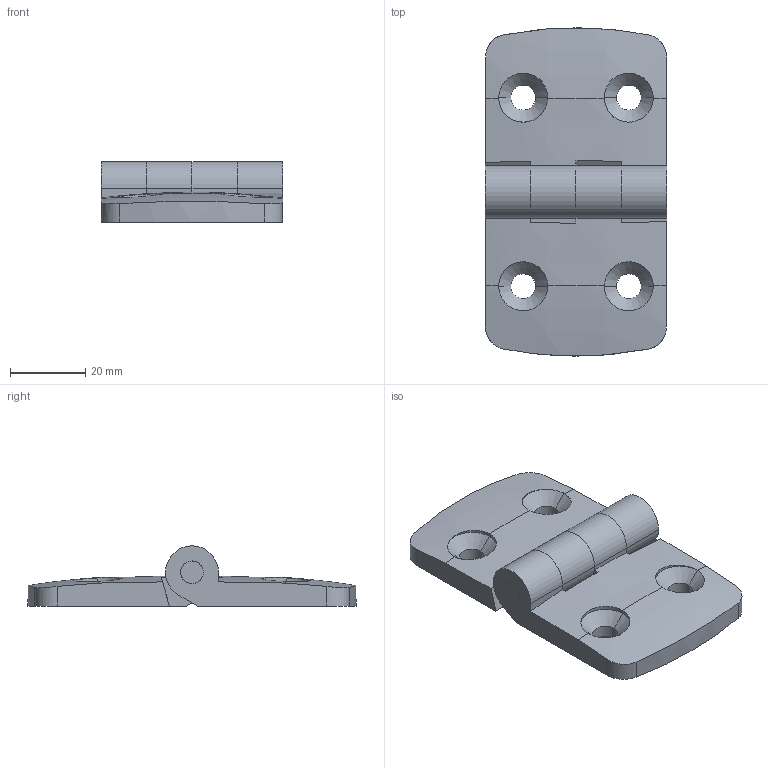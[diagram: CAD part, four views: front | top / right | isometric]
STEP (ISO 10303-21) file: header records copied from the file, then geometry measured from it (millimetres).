
FILE_DESCRIPTION(('STEP AP203'),'1');
FILE_NAME('SAFE10B1063.stp','2023-10-19T15:23:04',(' '),(' '),'Spatial InterOp 3D',' ',' ');
FILE_SCHEMA(('CONFIG_CONTROL_DESIGN'));
Length unit declared in the file: millimetre
Products named in the file (3): Charnière Al 45x45 E=50mm; Axe_Charnière_Simple
Assembly tree (3 placements, depth 2):
  Charnière Al 45x45 E=50mm
    Charnière Al 45x45 E=50mm  x2
    Axe_Charnière_Simple
Bounding box: 48 x 87 x 15.96 mm (x, y, z)
Volume: 27736 mm3; surface area: 14355.2 mm2
Topology: 3 solids, 3 shells, 113 faces, 311 edges, 202 vertices
Faces by surface type: cylinder 55, plane 46, cone 8, bspline 4
Full cylindrical faces by diameter (mm): 6 x1
Entity records: 2727 total; most frequent: CARTESIAN_POINT 628, ORIENTED_EDGE 312, DIRECTION 306, EDGE_CURVE 156, AXIS2_PLACEMENT_3D 113, VERTEX_POINT 102, LINE 80, VECTOR 80
